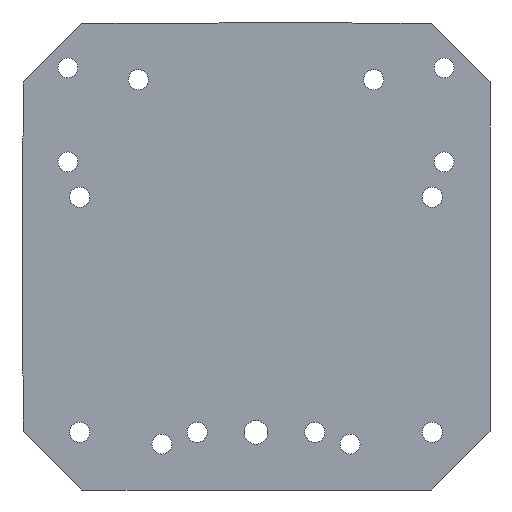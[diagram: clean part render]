
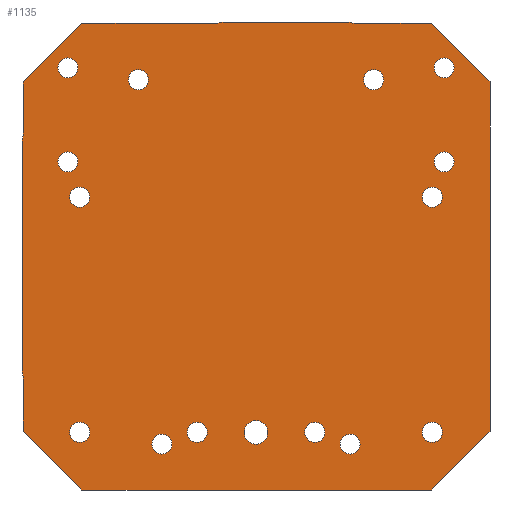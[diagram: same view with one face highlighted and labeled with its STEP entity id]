
A CAD part, front view. The second image highlights one B-rep face of the part: STEP entity #1135.
In plain terms, the highlighted planar face has unit normal (0, -1, 0).
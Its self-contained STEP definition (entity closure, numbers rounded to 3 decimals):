
#79=LINE('',#1807,#137);
#81=LINE('',#1811,#139);
#83=LINE('',#1815,#141);
#85=LINE('',#1819,#143);
#87=LINE('',#1823,#145);
#89=LINE('',#1827,#147);
#91=LINE('',#1831,#149);
#94=LINE('',#1841,#152);
#97=LINE('',#1849,#155);
#99=LINE('',#1853,#157);
#101=LINE('',#1857,#159);
#104=LINE('',#1869,#162);
#137=VECTOR('',#1428,1000.);
#139=VECTOR('',#1432,1000.);
#141=VECTOR('',#1436,1000.);
#143=VECTOR('',#1440,1000.);
#145=VECTOR('',#1444,1000.);
#147=VECTOR('',#1448,1000.);
#149=VECTOR('',#1452,1000.);
#152=VECTOR('',#1463,1000.);
#155=VECTOR('',#1472,1000.);
#157=VECTOR('',#1476,1000.);
#159=VECTOR('',#1480,1000.);
#162=VECTOR('',#1493,1000.);
#279=ORIENTED_EDGE('',*,*,#513,.T.);
#280=ORIENTED_EDGE('',*,*,#514,.F.);
#281=ORIENTED_EDGE('',*,*,#515,.F.);
#282=ORIENTED_EDGE('',*,*,#516,.F.);
#283=ORIENTED_EDGE('',*,*,#517,.F.);
#284=ORIENTED_EDGE('',*,*,#518,.F.);
#285=ORIENTED_EDGE('',*,*,#519,.F.);
#286=ORIENTED_EDGE('',*,*,#520,.F.);
#287=ORIENTED_EDGE('',*,*,#521,.F.);
#288=ORIENTED_EDGE('',*,*,#522,.F.);
#289=ORIENTED_EDGE('',*,*,#523,.F.);
#290=ORIENTED_EDGE('',*,*,#524,.F.);
#291=ORIENTED_EDGE('',*,*,#525,.F.);
#292=ORIENTED_EDGE('',*,*,#526,.F.);
#293=ORIENTED_EDGE('',*,*,#527,.F.);
#294=ORIENTED_EDGE('',*,*,#478,.T.);
#295=ORIENTED_EDGE('',*,*,#481,.F.);
#296=ORIENTED_EDGE('',*,*,#483,.F.);
#297=ORIENTED_EDGE('',*,*,#485,.F.);
#298=ORIENTED_EDGE('',*,*,#487,.F.);
#299=ORIENTED_EDGE('',*,*,#489,.F.);
#300=ORIENTED_EDGE('',*,*,#491,.F.);
#301=ORIENTED_EDGE('',*,*,#493,.F.);
#302=ORIENTED_EDGE('',*,*,#495,.T.);
#303=ORIENTED_EDGE('',*,*,#498,.F.);
#304=ORIENTED_EDGE('',*,*,#500,.T.);
#305=ORIENTED_EDGE('',*,*,#502,.F.);
#306=ORIENTED_EDGE('',*,*,#504,.F.);
#307=ORIENTED_EDGE('',*,*,#506,.F.);
#308=ORIENTED_EDGE('',*,*,#508,.T.);
#309=ORIENTED_EDGE('',*,*,#512,.F.);
#478=EDGE_CURVE('',#611,#612,#704,.T.);
#481=EDGE_CURVE('',#613,#612,#79,.T.);
#483=EDGE_CURVE('',#614,#613,#81,.T.);
#485=EDGE_CURVE('',#615,#614,#83,.T.);
#487=EDGE_CURVE('',#616,#615,#85,.T.);
#489=EDGE_CURVE('',#617,#616,#87,.T.);
#491=EDGE_CURVE('',#618,#617,#89,.T.);
#493=EDGE_CURVE('',#619,#618,#91,.T.);
#495=EDGE_CURVE('',#619,#620,#705,.T.);
#498=EDGE_CURVE('',#622,#620,#94,.T.);
#500=EDGE_CURVE('',#622,#623,#707,.T.);
#502=EDGE_CURVE('',#624,#623,#97,.T.);
#504=EDGE_CURVE('',#625,#624,#99,.T.);
#506=EDGE_CURVE('',#626,#625,#101,.T.);
#508=EDGE_CURVE('',#626,#627,#708,.T.);
#512=EDGE_CURVE('',#611,#627,#104,.T.);
#513=EDGE_CURVE('',#630,#630,#711,.T.);
#514=EDGE_CURVE('',#631,#631,#712,.T.);
#515=EDGE_CURVE('',#632,#632,#713,.T.);
#516=EDGE_CURVE('',#633,#633,#714,.T.);
#517=EDGE_CURVE('',#634,#634,#715,.T.);
#518=EDGE_CURVE('',#635,#635,#716,.T.);
#519=EDGE_CURVE('',#636,#636,#717,.T.);
#520=EDGE_CURVE('',#637,#637,#718,.T.);
#521=EDGE_CURVE('',#638,#638,#719,.T.);
#522=EDGE_CURVE('',#639,#639,#720,.T.);
#523=EDGE_CURVE('',#640,#640,#721,.T.);
#524=EDGE_CURVE('',#641,#641,#722,.T.);
#525=EDGE_CURVE('',#642,#642,#723,.T.);
#526=EDGE_CURVE('',#643,#643,#724,.T.);
#527=EDGE_CURVE('',#644,#644,#725,.T.);
#611=VERTEX_POINT('',#1802);
#612=VERTEX_POINT('',#1803);
#613=VERTEX_POINT('',#1808);
#614=VERTEX_POINT('',#1812);
#615=VERTEX_POINT('',#1816);
#616=VERTEX_POINT('',#1820);
#617=VERTEX_POINT('',#1824);
#618=VERTEX_POINT('',#1828);
#619=VERTEX_POINT('',#1832);
#620=VERTEX_POINT('',#1836);
#622=VERTEX_POINT('',#1842);
#623=VERTEX_POINT('',#1846);
#624=VERTEX_POINT('',#1850);
#625=VERTEX_POINT('',#1854);
#626=VERTEX_POINT('',#1858);
#627=VERTEX_POINT('',#1862);
#630=VERTEX_POINT('',#1872);
#631=VERTEX_POINT('',#1874);
#632=VERTEX_POINT('',#1876);
#633=VERTEX_POINT('',#1878);
#634=VERTEX_POINT('',#1880);
#635=VERTEX_POINT('',#1882);
#636=VERTEX_POINT('',#1884);
#637=VERTEX_POINT('',#1886);
#638=VERTEX_POINT('',#1888);
#639=VERTEX_POINT('',#1890);
#640=VERTEX_POINT('',#1892);
#641=VERTEX_POINT('',#1894);
#642=VERTEX_POINT('',#1896);
#643=VERTEX_POINT('',#1898);
#644=VERTEX_POINT('',#1900);
#704=CIRCLE('',#1229,25.);
#705=CIRCLE('',#1238,25.);
#707=CIRCLE('',#1242,25.);
#708=CIRCLE('',#1247,25.);
#711=CIRCLE('',#1252,10.);
#712=CIRCLE('',#1253,8.5);
#713=CIRCLE('',#1254,8.5);
#714=CIRCLE('',#1255,8.5);
#715=CIRCLE('',#1256,8.5);
#716=CIRCLE('',#1257,8.5);
#717=CIRCLE('',#1258,8.5);
#718=CIRCLE('',#1259,8.5);
#719=CIRCLE('',#1260,8.5);
#720=CIRCLE('',#1261,8.5);
#721=CIRCLE('',#1262,8.5);
#722=CIRCLE('',#1263,8.5);
#723=CIRCLE('',#1264,8.5);
#724=CIRCLE('',#1265,8.5);
#725=CIRCLE('',#1266,8.5);
#796=EDGE_LOOP('',(#279));
#797=EDGE_LOOP('',(#280));
#798=EDGE_LOOP('',(#281));
#799=EDGE_LOOP('',(#282));
#800=EDGE_LOOP('',(#283));
#801=EDGE_LOOP('',(#284));
#802=EDGE_LOOP('',(#285));
#803=EDGE_LOOP('',(#286));
#804=EDGE_LOOP('',(#287));
#805=EDGE_LOOP('',(#288));
#806=EDGE_LOOP('',(#289));
#807=EDGE_LOOP('',(#290));
#808=EDGE_LOOP('',(#291));
#809=EDGE_LOOP('',(#292));
#810=EDGE_LOOP('',(#293));
#811=EDGE_LOOP('',(#294,#295,#296,#297,#298,#299,#300,#301,#302,#303,#304,
#305,#306,#307,#308,#309));
#956=FACE_BOUND('',#796,.T.);
#957=FACE_BOUND('',#797,.T.);
#958=FACE_BOUND('',#798,.T.);
#959=FACE_BOUND('',#799,.T.);
#960=FACE_BOUND('',#800,.T.);
#961=FACE_BOUND('',#801,.T.);
#962=FACE_BOUND('',#802,.T.);
#963=FACE_BOUND('',#803,.T.);
#964=FACE_BOUND('',#804,.T.);
#965=FACE_BOUND('',#805,.T.);
#966=FACE_BOUND('',#806,.T.);
#967=FACE_BOUND('',#807,.T.);
#968=FACE_BOUND('',#808,.T.);
#969=FACE_BOUND('',#809,.T.);
#970=FACE_BOUND('',#810,.T.);
#971=FACE_BOUND('',#811,.T.);
#1093=PLANE('',#1251);
#1135=ADVANCED_FACE('',(#956,#957,#958,#959,#960,#961,#962,#963,#964,#965,
#966,#967,#968,#969,#970,#971),#1093,.F.);
#1229=AXIS2_PLACEMENT_3D('',#1801,#1422,#1423);
#1238=AXIS2_PLACEMENT_3D('',#1835,#1456,#1457);
#1242=AXIS2_PLACEMENT_3D('',#1845,#1467,#1468);
#1247=AXIS2_PLACEMENT_3D('',#1861,#1484,#1485);
#1251=AXIS2_PLACEMENT_3D('',#1870,#1494,#1495);
#1252=AXIS2_PLACEMENT_3D('',#1871,#1496,#1497);
#1253=AXIS2_PLACEMENT_3D('',#1873,#1498,#1499);
#1254=AXIS2_PLACEMENT_3D('',#1875,#1500,#1501);
#1255=AXIS2_PLACEMENT_3D('',#1877,#1502,#1503);
#1256=AXIS2_PLACEMENT_3D('',#1879,#1504,#1505);
#1257=AXIS2_PLACEMENT_3D('',#1881,#1506,#1507);
#1258=AXIS2_PLACEMENT_3D('',#1883,#1508,#1509);
#1259=AXIS2_PLACEMENT_3D('',#1885,#1510,#1511);
#1260=AXIS2_PLACEMENT_3D('',#1887,#1512,#1513);
#1261=AXIS2_PLACEMENT_3D('',#1889,#1514,#1515);
#1262=AXIS2_PLACEMENT_3D('',#1891,#1516,#1517);
#1263=AXIS2_PLACEMENT_3D('',#1893,#1518,#1519);
#1264=AXIS2_PLACEMENT_3D('',#1895,#1520,#1521);
#1265=AXIS2_PLACEMENT_3D('',#1897,#1522,#1523);
#1266=AXIS2_PLACEMENT_3D('',#1899,#1524,#1525);
#1422=DIRECTION('',(0.,1.,0.));
#1423=DIRECTION('',(1.,0.,0.));
#1428=DIRECTION('',(0.,0.,1.));
#1432=DIRECTION('',(-0.707,0.,0.707));
#1436=DIRECTION('',(-1.,0.,0.));
#1440=DIRECTION('',(-0.707,0.,-0.707));
#1444=DIRECTION('',(0.,0.,-1.));
#1448=DIRECTION('',(0.707,0.,-0.707));
#1452=DIRECTION('',(1.,0.,0.));
#1456=DIRECTION('',(0.,1.,0.));
#1457=DIRECTION('',(1.,0.,0.));
#1463=DIRECTION('',(1.,0.,0.));
#1467=DIRECTION('',(0.,1.,0.));
#1468=DIRECTION('',(1.,0.,0.));
#1472=DIRECTION('',(1.,0.,0.));
#1476=DIRECTION('',(0.707,0.,0.707));
#1480=DIRECTION('',(0.,0.,1.));
#1484=DIRECTION('',(0.,1.,0.));
#1485=DIRECTION('',(1.,0.,0.));
#1493=DIRECTION('',(0.,0.,1.));
#1494=DIRECTION('',(0.,1.,0.));
#1495=DIRECTION('',(0.,0.,1.));
#1496=DIRECTION('',(0.,1.,0.));
#1497=DIRECTION('',(1.,0.,0.));
#1498=DIRECTION('',(0.,-1.,0.));
#1499=DIRECTION('',(0.,0.,-1.));
#1500=DIRECTION('',(0.,-1.,0.));
#1501=DIRECTION('',(0.,0.,-1.));
#1502=DIRECTION('',(0.,-1.,0.));
#1503=DIRECTION('',(0.,0.,-1.));
#1504=DIRECTION('',(0.,-1.,0.));
#1505=DIRECTION('',(0.,0.,-1.));
#1506=DIRECTION('',(0.,-1.,0.));
#1507=DIRECTION('',(0.,0.,-1.));
#1508=DIRECTION('',(0.,-1.,0.));
#1509=DIRECTION('',(0.,0.,-1.));
#1510=DIRECTION('',(0.,-1.,0.));
#1511=DIRECTION('',(0.,0.,-1.));
#1512=DIRECTION('',(0.,-1.,0.));
#1513=DIRECTION('',(0.,0.,-1.));
#1514=DIRECTION('',(0.,-1.,0.));
#1515=DIRECTION('',(0.,0.,-1.));
#1516=DIRECTION('',(0.,-1.,0.));
#1517=DIRECTION('',(0.,0.,-1.));
#1518=DIRECTION('',(0.,-1.,0.));
#1519=DIRECTION('',(0.,0.,-1.));
#1520=DIRECTION('',(0.,-1.,0.));
#1521=DIRECTION('',(0.,0.,-1.));
#1522=DIRECTION('',(0.,-1.,0.));
#1523=DIRECTION('',(0.,0.,-1.));
#1524=DIRECTION('',(0.,-1.,0.));
#1525=DIRECTION('',(0.,0.,-1.));
#1801=CARTESIAN_POINT('',(-223.,0.,-104.79));
#1802=CARTESIAN_POINT('',(-199.,0.,-97.79));
#1803=CARTESIAN_POINT('',(-198.,0.,-104.79));
#1807=CARTESIAN_POINT('',(-198.,0.,-149.));
#1808=CARTESIAN_POINT('',(-198.,0.,-149.));
#1811=CARTESIAN_POINT('',(-148.,0.,-199.));
#1812=CARTESIAN_POINT('',(-148.,0.,-199.));
#1815=CARTESIAN_POINT('',(149.,0.,-199.));
#1816=CARTESIAN_POINT('',(149.,0.,-199.));
#1819=CARTESIAN_POINT('',(199.,0.,-149.));
#1820=CARTESIAN_POINT('',(199.,0.,-149.));
#1823=CARTESIAN_POINT('',(199.,0.,148.));
#1824=CARTESIAN_POINT('',(199.,0.,148.));
#1827=CARTESIAN_POINT('',(149.,0.,198.));
#1828=CARTESIAN_POINT('',(149.,0.,198.));
#1831=CARTESIAN_POINT('',(84.79,0.,198.));
#1832=CARTESIAN_POINT('',(84.79,0.,198.));
#1835=CARTESIAN_POINT('',(84.79,0.,223.));
#1836=CARTESIAN_POINT('',(77.79,0.,199.));
#1841=CARTESIAN_POINT('',(-27.79,0.,199.));
#1842=CARTESIAN_POINT('',(-27.79,0.,199.));
#1845=CARTESIAN_POINT('',(-34.79,0.,223.));
#1846=CARTESIAN_POINT('',(-34.79,0.,198.));
#1849=CARTESIAN_POINT('',(-148.,0.,198.));
#1850=CARTESIAN_POINT('',(-148.,0.,198.));
#1853=CARTESIAN_POINT('',(-198.,0.,148.));
#1854=CARTESIAN_POINT('',(-198.,0.,148.));
#1857=CARTESIAN_POINT('',(-198.,0.,104.79));
#1858=CARTESIAN_POINT('',(-198.,0.,104.79));
#1861=CARTESIAN_POINT('',(-223.,0.,104.79));
#1862=CARTESIAN_POINT('',(-199.,0.,97.79));
#1869=CARTESIAN_POINT('',(-199.,0.,-97.79));
#1870=CARTESIAN_POINT('',(-223.,0.,-104.79));
#1871=CARTESIAN_POINT('',(0.,0.,-150.));
#1872=CARTESIAN_POINT('',(10.,0.,-150.));
#1873=CARTESIAN_POINT('',(-80.,0.,-160.));
#1874=CARTESIAN_POINT('',(-80.,0.,-168.5));
#1875=CARTESIAN_POINT('',(-150.,0.,-150.));
#1876=CARTESIAN_POINT('',(-150.,0.,-158.5));
#1877=CARTESIAN_POINT('',(160.,0.,160.));
#1878=CARTESIAN_POINT('',(160.,0.,151.5));
#1879=CARTESIAN_POINT('',(100.,0.,150.));
#1880=CARTESIAN_POINT('',(100.,0.,141.5));
#1881=CARTESIAN_POINT('',(-160.,0.,80.));
#1882=CARTESIAN_POINT('',(-160.,0.,71.5));
#1883=CARTESIAN_POINT('',(-100.,0.,150.));
#1884=CARTESIAN_POINT('',(-100.,0.,141.5));
#1885=CARTESIAN_POINT('',(-160.,0.,160.));
#1886=CARTESIAN_POINT('',(-160.,0.,151.5));
#1887=CARTESIAN_POINT('',(150.,0.,50.));
#1888=CARTESIAN_POINT('',(150.,0.,41.5));
#1889=CARTESIAN_POINT('',(-50.,0.,-150.));
#1890=CARTESIAN_POINT('',(-50.,0.,-158.5));
#1891=CARTESIAN_POINT('',(50.,0.,-150.));
#1892=CARTESIAN_POINT('',(50.,0.,-158.5));
#1893=CARTESIAN_POINT('',(80.,0.,-160.));
#1894=CARTESIAN_POINT('',(80.,0.,-168.5));
#1895=CARTESIAN_POINT('',(150.,0.,-150.));
#1896=CARTESIAN_POINT('',(150.,0.,-158.5));
#1897=CARTESIAN_POINT('',(-150.,0.,50.));
#1898=CARTESIAN_POINT('',(-150.,0.,41.5));
#1899=CARTESIAN_POINT('',(160.,0.,80.));
#1900=CARTESIAN_POINT('',(160.,0.,71.5));
